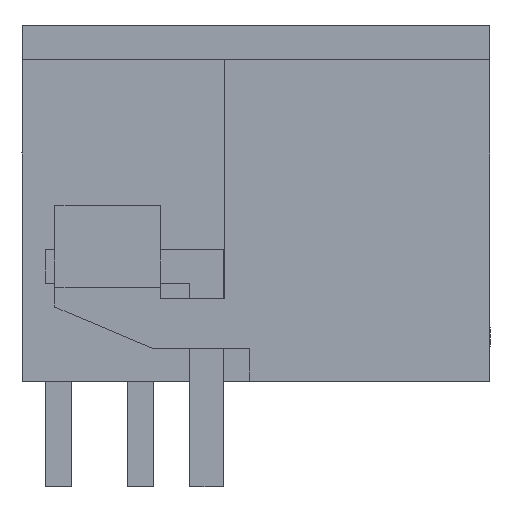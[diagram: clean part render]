
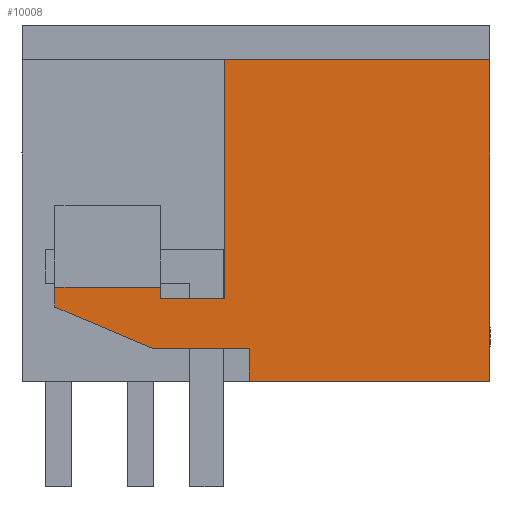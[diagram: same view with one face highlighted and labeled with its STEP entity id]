
A CAD part, left-side view. The second image highlights one B-rep face of the part: STEP entity #10008.
In plain terms, the highlighted planar face has unit normal (-1, 0, 0).
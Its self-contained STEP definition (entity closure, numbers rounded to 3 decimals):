
#9946=AXIS2_PLACEMENT_3D('Plane Axis2P3D',#9943,#9944,#9945) ;
#5229=CARTESIAN_POINT('Vertex',(0.,0.,12.95)) ;
#5232=CARTESIAN_POINT('Line Origine',(0.,0.,8.075)) ;
#5236=CARTESIAN_POINT('Vertex',(0.,0.,3.2)) ;
#9439=CARTESIAN_POINT('Line Origine',(0.,3.65,3.2)) ;
#9443=CARTESIAN_POINT('Vertex',(0.,7.3,3.2)) ;
#9586=CARTESIAN_POINT('Vertex',(0.,8.05,12.95)) ;
#9589=CARTESIAN_POINT('Line Origine',(0.,4.025,12.95)) ;
#9927=CARTESIAN_POINT('Vertex',(0.,7.3,4.197)) ;
#9930=CARTESIAN_POINT('Line Origine',(0.,7.3,3.698)) ;
#9943=CARTESIAN_POINT('Axis2P3D Location',(0.,0.,12.95)) ;
#9948=CARTESIAN_POINT('Line Origine',(0.,8.05,9.325)) ;
#9952=CARTESIAN_POINT('Vertex',(0.,8.05,5.7)) ;
#9955=CARTESIAN_POINT('Line Origine',(0.,9.025,5.7)) ;
#9959=CARTESIAN_POINT('Vertex',(0.,10.,5.7)) ;
#9962=CARTESIAN_POINT('Line Origine',(0.,10.,5.875)) ;
#9966=CARTESIAN_POINT('Vertex',(0.,10.,6.05)) ;
#9969=CARTESIAN_POINT('Line Origine',(0.,11.6,6.05)) ;
#9973=CARTESIAN_POINT('Vertex',(0.,13.2,6.05)) ;
#9976=CARTESIAN_POINT('Line Origine',(0.,13.2,5.75)) ;
#9980=CARTESIAN_POINT('Vertex',(0.,13.2,5.45)) ;
#9983=CARTESIAN_POINT('Line Origine',(0.,11.721,4.823)) ;
#9987=CARTESIAN_POINT('Vertex',(0.,10.242,4.197)) ;
#9990=CARTESIAN_POINT('Line Origine',(0.,8.771,4.197)) ;
#5233=DIRECTION('Vector Direction',(0.,0.,-1.)) ;
#9440=DIRECTION('Vector Direction',(0.,1.,0.)) ;
#9590=DIRECTION('Vector Direction',(0.,1.,0.)) ;
#9931=DIRECTION('Vector Direction',(0.,0.,-1.)) ;
#9944=DIRECTION('Axis2P3D Direction',(1.,0.,0.)) ;
#9945=DIRECTION('Axis2P3D XDirection',(0.,0.,-1.)) ;
#9949=DIRECTION('Vector Direction',(0.,0.,1.)) ;
#9956=DIRECTION('Vector Direction',(0.,-1.,0.)) ;
#9963=DIRECTION('Vector Direction',(0.,0.,1.)) ;
#9970=DIRECTION('Vector Direction',(0.,1.,0.)) ;
#9977=DIRECTION('Vector Direction',(0.,0.,-1.)) ;
#9984=DIRECTION('Vector Direction',(0.,0.921,0.39)) ;
#9991=DIRECTION('Vector Direction',(0.,-1.,0.)) ;
#5234=VECTOR('Line Direction',#5233,1.) ;
#9441=VECTOR('Line Direction',#9440,1.) ;
#9591=VECTOR('Line Direction',#9590,1.) ;
#9932=VECTOR('Line Direction',#9931,1.) ;
#9950=VECTOR('Line Direction',#9949,1.) ;
#9957=VECTOR('Line Direction',#9956,1.) ;
#9964=VECTOR('Line Direction',#9963,1.) ;
#9971=VECTOR('Line Direction',#9970,1.) ;
#9978=VECTOR('Line Direction',#9977,1.) ;
#9985=VECTOR('Line Direction',#9984,1.) ;
#9992=VECTOR('Line Direction',#9991,1.) ;
#9996=ORIENTED_EDGE('',*,*,#9954,.F.) ;
#9997=ORIENTED_EDGE('',*,*,#9961,.F.) ;
#9998=ORIENTED_EDGE('',*,*,#9968,.F.) ;
#9999=ORIENTED_EDGE('',*,*,#9975,.F.) ;
#10000=ORIENTED_EDGE('',*,*,#9982,.F.) ;
#10001=ORIENTED_EDGE('',*,*,#9989,.F.) ;
#10002=ORIENTED_EDGE('',*,*,#9994,.F.) ;
#10003=ORIENTED_EDGE('',*,*,#9934,.F.) ;
#10004=ORIENTED_EDGE('',*,*,#9445,.F.) ;
#10005=ORIENTED_EDGE('',*,*,#5238,.F.) ;
#10006=ORIENTED_EDGE('',*,*,#9593,.T.) ;
#10008=ADVANCED_FACE('HOUSING',(#10007),#9947,.F.) ;
#5238=EDGE_CURVE('',#5230,#5237,#5235,.T.) ;
#9445=EDGE_CURVE('',#5237,#9444,#9442,.T.) ;
#9593=EDGE_CURVE('',#5230,#9587,#9592,.T.) ;
#9934=EDGE_CURVE('',#9444,#9928,#9933,.F.) ;
#9954=EDGE_CURVE('',#9953,#9587,#9951,.T.) ;
#9961=EDGE_CURVE('',#9960,#9953,#9958,.T.) ;
#9968=EDGE_CURVE('',#9967,#9960,#9965,.F.) ;
#9975=EDGE_CURVE('',#9974,#9967,#9972,.F.) ;
#9982=EDGE_CURVE('',#9981,#9974,#9979,.F.) ;
#9989=EDGE_CURVE('',#9988,#9981,#9986,.T.) ;
#9994=EDGE_CURVE('',#9928,#9988,#9993,.F.) ;
#9995=EDGE_LOOP('',(#9996,#9997,#9998,#9999,#10000,#10001,#10002,#10003,#10004,#10005,#10006)) ;
#10007=FACE_OUTER_BOUND('',#9995,.T.) ;
#5235=LINE('Line',#5232,#5234) ;
#9442=LINE('Line',#9439,#9441) ;
#9592=LINE('Line',#9589,#9591) ;
#9933=LINE('Line',#9930,#9932) ;
#9951=LINE('Line',#9948,#9950) ;
#9958=LINE('Line',#9955,#9957) ;
#9965=LINE('Line',#9962,#9964) ;
#9972=LINE('Line',#9969,#9971) ;
#9979=LINE('Line',#9976,#9978) ;
#9986=LINE('Line',#9983,#9985) ;
#9993=LINE('Line',#9990,#9992) ;
#9947=PLANE('',#9946) ;
#5230=VERTEX_POINT('',#5229) ;
#5237=VERTEX_POINT('',#5236) ;
#9444=VERTEX_POINT('',#9443) ;
#9587=VERTEX_POINT('',#9586) ;
#9928=VERTEX_POINT('',#9927) ;
#9953=VERTEX_POINT('',#9952) ;
#9960=VERTEX_POINT('',#9959) ;
#9967=VERTEX_POINT('',#9966) ;
#9974=VERTEX_POINT('',#9973) ;
#9981=VERTEX_POINT('',#9980) ;
#9988=VERTEX_POINT('',#9987) ;
